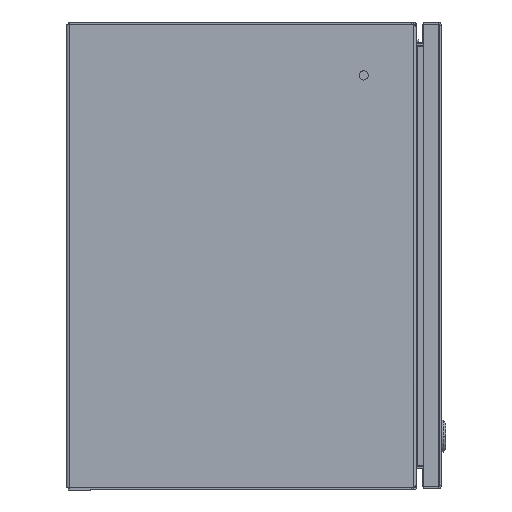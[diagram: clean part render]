
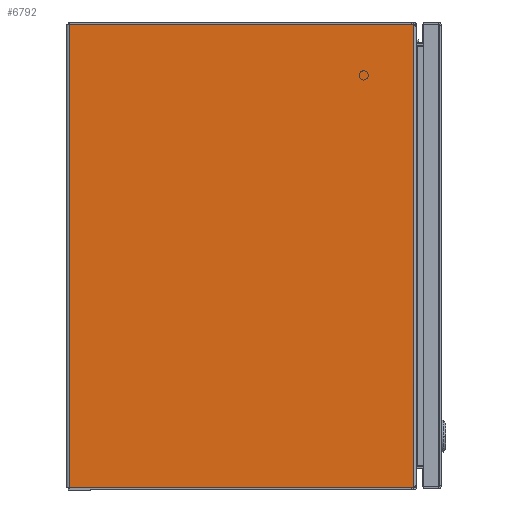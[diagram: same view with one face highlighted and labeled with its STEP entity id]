
A CAD part, front view. The second image highlights one B-rep face of the part: STEP entity #6792.
In plain terms, the highlighted face is planar.
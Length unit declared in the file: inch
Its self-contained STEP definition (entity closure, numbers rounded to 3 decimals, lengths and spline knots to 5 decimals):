
#184 = EDGE_CURVE ( 'NONE', #19116, #16510, #6426, .T. ) ;
#2661 = VECTOR ( 'NONE', #23227, 39.37008 ) ;
#4530 = CARTESIAN_POINT ( 'NONE',  ( -7.928, -11.83797, -10.029 ) ) ;
#6269 = DIRECTION ( 'NONE',  ( 0., 0., -1. ) ) ;
#6403 = DIRECTION ( 'NONE',  ( -1., 0., 0. ) ) ;
#6426 = LINE ( 'NONE', #18244, #23385 ) ;
#6792 = ADVANCED_FACE ( 'NONE', ( #22968 ), #29282, .T. ) ;
#7713 = CARTESIAN_POINT ( 'NONE',  ( 7.928, -11.892, -10.029 ) ) ;
#7971 = AXIS2_PLACEMENT_3D ( 'NONE', #34302, #17302, #17180 ) ;
#11099 = VECTOR ( 'NONE', #30235, 39.37008 ) ;
#12575 = CIRCLE ( 'NONE', #26668, 0.188 ) ;
#12833 = VERTEX_POINT ( 'NONE', #15215 ) ;
#13347 = DIRECTION ( 'NONE',  ( -1., 0., 0. ) ) ;
#13401 = EDGE_CURVE ( 'NONE', #19116, #12833, #26314, .T. ) ;
#15160 = ORIENTED_EDGE ( 'NONE', *, *, #30601, .T. ) ;
#15215 = CARTESIAN_POINT ( 'NONE',  ( -7.928, -0.108, -10.029 ) ) ;
#15651 = EDGE_CURVE ( 'NONE', #19831, #32275, #18009, .T. ) ;
#16510 = VERTEX_POINT ( 'NONE', #18175 ) ;
#16992 = DIRECTION ( 'NONE',  ( -1., 0., 0. ) ) ;
#17180 = DIRECTION ( 'NONE',  ( -1., 0., 0. ) ) ;
#17196 = ORIENTED_EDGE ( 'NONE', *, *, #22582, .T. ) ;
#17302 = DIRECTION ( 'NONE',  ( 0., 0., -1. ) ) ;
#17502 = CARTESIAN_POINT ( 'NONE',  ( -7.928, -0.072, -10.029 ) ) ;
#18009 = LINE ( 'NONE', #7713, #25149 ) ;
#18175 = CARTESIAN_POINT ( 'NONE',  ( 7.928, -11.83797, -10.029 ) ) ;
#18244 = CARTESIAN_POINT ( 'NONE',  ( 7.928, -0.072, -10.029 ) ) ;
#19116 = VERTEX_POINT ( 'NONE', #34995 ) ;
#19831 = VERTEX_POINT ( 'NONE', #35950 ) ;
#20531 = CARTESIAN_POINT ( 'NONE',  ( 7.928, -0.072, -10.029 ) ) ;
#20540 = EDGE_CURVE ( 'NONE', #19831, #16510, #12575, .T. ) ;
#20986 = VERTEX_POINT ( 'NONE', #4530 ) ;
#21871 = EDGE_LOOP ( 'NONE', ( #33381, #35706, #15160, #17196, #31799, #33480 ) ) ;
#22582 = EDGE_CURVE ( 'NONE', #20986, #12833, #28251, .T. ) ;
#22968 = FACE_OUTER_BOUND ( 'NONE', #21871, .T. ) ;
#23227 = DIRECTION ( 'NONE',  ( 0., 1., 0. ) ) ;
#23385 = VECTOR ( 'NONE', #24023, 39.37008 ) ;
#24023 = DIRECTION ( 'NONE',  ( 0., -1., 0. ) ) ;
#24391 = CARTESIAN_POINT ( 'NONE',  ( 7.928, -0.108, -10.029 ) ) ;
#25149 = VECTOR ( 'NONE', #13347, 39.37008 ) ;
#26314 = LINE ( 'NONE', #24391, #11099 ) ;
#26668 = AXIS2_PLACEMENT_3D ( 'NONE', #28835, #31704, #16992 ) ;
#28251 = LINE ( 'NONE', #17502, #2661 ) ;
#28835 = CARTESIAN_POINT ( 'NONE',  ( 7.74, -11.83797, -10.029 ) ) ;
#29282 = PLANE ( 'NONE',  #37156 ) ;
#30235 = DIRECTION ( 'NONE',  ( -1., 0., 0. ) ) ;
#30601 = EDGE_CURVE ( 'NONE', #32275, #20986, #36711, .T. ) ;
#31293 = CARTESIAN_POINT ( 'NONE',  ( -7.92007, -11.892, -10.029 ) ) ;
#31704 = DIRECTION ( 'NONE',  ( 0., 0., 1. ) ) ;
#31799 = ORIENTED_EDGE ( 'NONE', *, *, #13401, .F. ) ;
#32275 = VERTEX_POINT ( 'NONE', #31293 ) ;
#33381 = ORIENTED_EDGE ( 'NONE', *, *, #20540, .F. ) ;
#33480 = ORIENTED_EDGE ( 'NONE', *, *, #184, .T. ) ;
#34302 = CARTESIAN_POINT ( 'NONE',  ( -7.74, -11.83797, -10.029 ) ) ;
#34995 = CARTESIAN_POINT ( 'NONE',  ( 7.928, -0.108, -10.029 ) ) ;
#35706 = ORIENTED_EDGE ( 'NONE', *, *, #15651, .T. ) ;
#35950 = CARTESIAN_POINT ( 'NONE',  ( 7.92007, -11.892, -10.029 ) ) ;
#36711 = CIRCLE ( 'NONE', #7971, 0.188 ) ;
#37156 = AXIS2_PLACEMENT_3D ( 'NONE', #20531, #6269, #6403 ) ;
